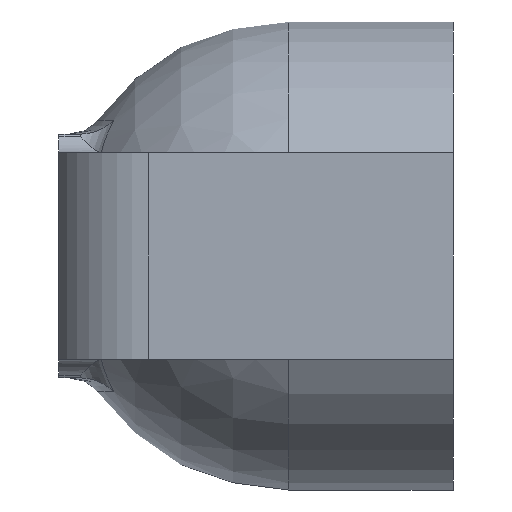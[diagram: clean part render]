
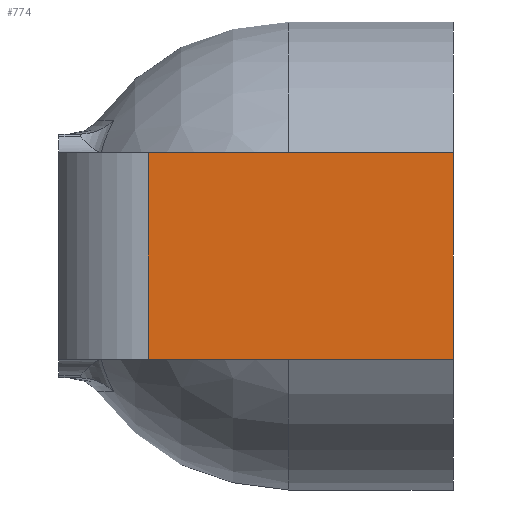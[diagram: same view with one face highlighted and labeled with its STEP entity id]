
A CAD part, front view. The second image highlights one B-rep face of the part: STEP entity #774.
In plain terms, the highlighted planar face has unit normal (0, -1, 0).
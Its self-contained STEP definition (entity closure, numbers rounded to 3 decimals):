
#39=LINE('',#1165,#100);
#79=LINE('',#1305,#140);
#84=LINE('',#1360,#145);
#91=LINE('',#1435,#152);
#100=VECTOR('',#898,10.);
#140=VECTOR('',#1004,10.);
#145=VECTOR('',#1045,10.);
#152=VECTOR('',#1084,10.);
#172=PLANE('',#866);
#214=FACE_OUTER_BOUND('',#259,.T.);
#259=EDGE_LOOP('',(#715,#716,#717,#718));
#330=VERTEX_POINT('',#1162);
#331=VERTEX_POINT('',#1164);
#370=VERTEX_POINT('',#1303);
#384=VERTEX_POINT('',#1358);
#405=EDGE_CURVE('',#331,#330,#39,.T.);
#464=EDGE_CURVE('',#330,#370,#79,.T.);
#485=EDGE_CURVE('',#384,#370,#84,.T.);
#499=EDGE_CURVE('',#331,#384,#91,.T.);
#715=ORIENTED_EDGE('',*,*,#485,.F.);
#716=ORIENTED_EDGE('',*,*,#499,.F.);
#717=ORIENTED_EDGE('',*,*,#405,.T.);
#718=ORIENTED_EDGE('',*,*,#464,.T.);
#774=ADVANCED_FACE('',(#214),#172,.T.);
#866=AXIS2_PLACEMENT_3D('',#1434,#1082,#1083);
#898=DIRECTION('',(0.,0.,1.));
#1004=DIRECTION('',(-1.,0.,0.));
#1045=DIRECTION('',(0.,0.,1.));
#1082=DIRECTION('center_axis',(0.,-1.,0.));
#1083=DIRECTION('ref_axis',(0.,0.,
1.));
#1084=DIRECTION('',(-1.,0.,0.));
#1162=CARTESIAN_POINT('',(-474.035,-297.078,95.816));
#1164=CARTESIAN_POINT('',(-474.035,-297.078,89.566));
#1165=CARTESIAN_POINT('',(-474.035,-297.078,89.566));
#1303=CARTESIAN_POINT('',(-483.285,-297.078,95.816));
#1305=CARTESIAN_POINT('',(-474.035,-297.078,95.816));
#1358=CARTESIAN_POINT('',(-483.285,-297.078,89.566));
#1360=CARTESIAN_POINT('',(-483.285,-297.078,92.691));
#1434=CARTESIAN_POINT('Origin',(-474.035,-297.078,89.566));
#1435=CARTESIAN_POINT('',(-474.035,-297.078,89.566));
